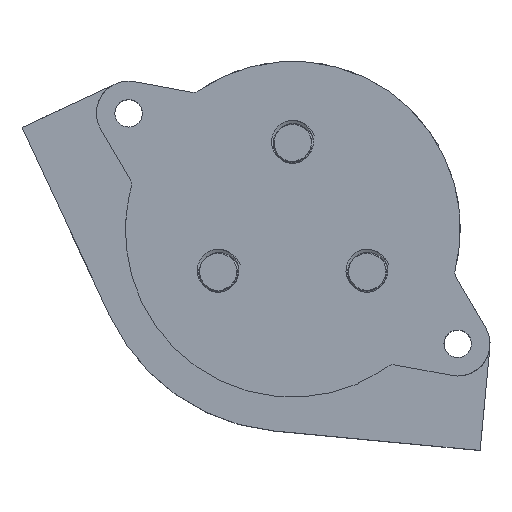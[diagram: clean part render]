
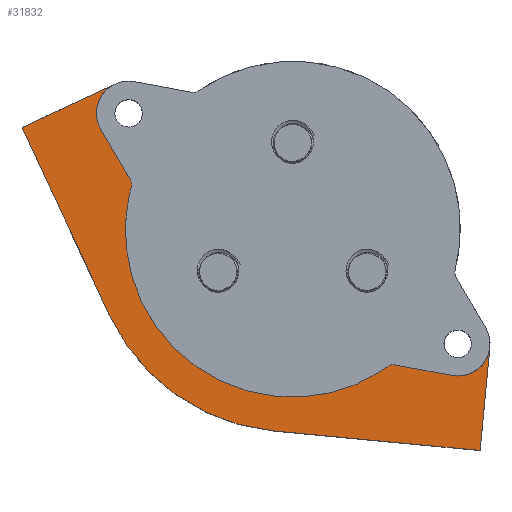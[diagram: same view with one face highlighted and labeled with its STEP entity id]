
A CAD part, top view. The second image highlights one B-rep face of the part: STEP entity #31832.
In plain terms, the highlighted face is planar.
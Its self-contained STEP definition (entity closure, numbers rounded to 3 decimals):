
#3436=FACE_OUTER_BOUND('',#5163,.T.);
#5163=EDGE_LOOP('',(#29121,#29122,#29123,#29124,#29125,#29126,#29127,#29128,
#29129,#29130,#29131,#29132,#29133,#29134,#29135,#29136));
#6087=CIRCLE('',#34450,3.5);
#6088=CIRCLE('',#34451,1.);
#6089=CIRCLE('',#34452,18.25);
#6090=CIRCLE('',#34453,18.25);
#6091=CIRCLE('',#34454,18.25);
#6092=CIRCLE('',#34455,1.);
#6093=CIRCLE('',#34456,3.5);
#6094=CIRCLE('',#34457,22.035);
#8942=LINE('',#59136,#11802);
#8949=LINE('',#59160,#11809);
#8951=LINE('',#59166,#11811);
#8952=LINE('',#59172,#11812);
#8953=LINE('',#59176,#11813);
#8954=LINE('',#59182,#11814);
#8955=LINE('',#59186,#11815);
#8956=LINE('',#59188,#11816);
#11802=VECTOR('',#42296,10.);
#11809=VECTOR('',#42317,10.);
#11811=VECTOR('',#42323,10.);
#11812=VECTOR('',#42328,10.);
#11813=VECTOR('',#42331,10.);
#11814=VECTOR('',#42336,10.);
#11815=VECTOR('',#42339,10.);
#11816=VECTOR('',#42340,10.);
#15258=VERTEX_POINT('',#59133);
#15259=VERTEX_POINT('',#59135);
#15269=VERTEX_POINT('',#59159);
#15270=VERTEX_POINT('',#59163);
#15271=VERTEX_POINT('',#59165);
#15272=VERTEX_POINT('',#59167);
#15273=VERTEX_POINT('',#59169);
#15274=VERTEX_POINT('',#59171);
#15275=VERTEX_POINT('',#59173);
#15276=VERTEX_POINT('',#59175);
#15277=VERTEX_POINT('',#59177);
#15278=VERTEX_POINT('',#59179);
#15279=VERTEX_POINT('',#59181);
#15280=VERTEX_POINT('',#59183);
#15281=VERTEX_POINT('',#59185);
#15282=VERTEX_POINT('',#59187);
#19909=EDGE_CURVE('',#15259,#15258,#8942,.T.);
#19921=EDGE_CURVE('',#15269,#15259,#8949,.T.);
#19923=EDGE_CURVE('',#15270,#15258,#6087,.T.);
#19924=EDGE_CURVE('',#15271,#15270,#8951,.T.);
#19925=EDGE_CURVE('',#15272,#15271,#6088,.T.);
#19926=EDGE_CURVE('',#15273,#15272,#6089,.T.);
#19927=EDGE_CURVE('',#15273,#15274,#8952,.T.);
#19928=EDGE_CURVE('',#15275,#15274,#6090,.T.);
#19929=EDGE_CURVE('',#15275,#15276,#8953,.T.);
#19930=EDGE_CURVE('',#15277,#15276,#6091,.T.);
#19931=EDGE_CURVE('',#15277,#15278,#6092,.T.);
#19932=EDGE_CURVE('',#15279,#15278,#8954,.T.);
#19933=EDGE_CURVE('',#15280,#15279,#6093,.T.);
#19934=EDGE_CURVE('',#15280,#15281,#8955,.T.);
#19935=EDGE_CURVE('',#15282,#15281,#8956,.T.);
#19936=EDGE_CURVE('',#15282,#15269,#6094,.T.);
#29121=ORIENTED_EDGE('',*,*,#19909,.T.);
#29122=ORIENTED_EDGE('',*,*,#19923,.F.);
#29123=ORIENTED_EDGE('',*,*,#19924,.F.);
#29124=ORIENTED_EDGE('',*,*,#19925,.F.);
#29125=ORIENTED_EDGE('',*,*,#19926,.F.);
#29126=ORIENTED_EDGE('',*,*,#19927,.T.);
#29127=ORIENTED_EDGE('',*,*,#19928,.F.);
#29128=ORIENTED_EDGE('',*,*,#19929,.T.);
#29129=ORIENTED_EDGE('',*,*,#19930,.F.);
#29130=ORIENTED_EDGE('',*,*,#19931,.T.);
#29131=ORIENTED_EDGE('',*,*,#19932,.F.);
#29132=ORIENTED_EDGE('',*,*,#19933,.F.);
#29133=ORIENTED_EDGE('',*,*,#19934,.T.);
#29134=ORIENTED_EDGE('',*,*,#19935,.F.);
#29135=ORIENTED_EDGE('',*,*,#19936,.T.);
#29136=ORIENTED_EDGE('',*,*,#19921,.T.);
#30171=PLANE('',#34449);
#31832=ADVANCED_FACE('',(#3436),#30171,.T.);
#34449=AXIS2_PLACEMENT_3D('',#59162,#42319,#42320);
#34450=AXIS2_PLACEMENT_3D('',#59164,#42321,#42322);
#34451=AXIS2_PLACEMENT_3D('',#59168,#42324,#42325);
#34452=AXIS2_PLACEMENT_3D('',#59170,#42326,#42327);
#34453=AXIS2_PLACEMENT_3D('',#59174,#42329,#42330);
#34454=AXIS2_PLACEMENT_3D('',#59178,#42332,#42333);
#34455=AXIS2_PLACEMENT_3D('',#59180,#42334,#42335);
#34456=AXIS2_PLACEMENT_3D('',#59184,#42337,#42338);
#34457=AXIS2_PLACEMENT_3D('',#59189,#42341,#42342);
#42296=DIRECTION('',(-0.094,0.996,0.));
#42317=DIRECTION('',(-0.996,-0.094,0.));
#42319=DIRECTION('center_axis',(0.,0.,
-1.));
#42320=DIRECTION('ref_axis',(-1.,0.,0.));
#42321=DIRECTION('center_axis',(0.,0.,
-1.));
#42322=DIRECTION('ref_axis',(0.182,-0.983,0.));
#42323=DIRECTION('',(-0.983,-0.182,0.));
#42324=DIRECTION('center_axis',(0.,0.,
1.));
#42325=DIRECTION('ref_axis',(-0.182,0.983,0.));
#42326=DIRECTION('center_axis',(0.,0.,
-1.));
#42327=DIRECTION('ref_axis',(1.,0.,0.));
#42328=DIRECTION('',(0.094,-0.996,0.));
#42329=DIRECTION('center_axis',(0.,0.,
-1.));
#42330=DIRECTION('ref_axis',(0.998,0.062,0.));
#42331=DIRECTION('',(-0.906,0.422,0.));
#42332=DIRECTION('center_axis',(0.,0.,
-1.));
#42333=DIRECTION('ref_axis',(1.,0.,0.));
#42334=DIRECTION('center_axis',(0.,0.,
-1.));
#42335=DIRECTION('ref_axis',(-0.968,-0.251,0.));
#42336=DIRECTION('',(-0.507,-0.862,0.));
#42337=DIRECTION('center_axis',(0.,0.,
-1.));
#42338=DIRECTION('ref_axis',(-0.182,0.983,0.));
#42339=DIRECTION('',(0.906,-0.422,0.));
#42340=DIRECTION('',(0.422,0.906,0.));
#42341=DIRECTION('center_axis',(0.,0.,
-1.));
#42342=DIRECTION('ref_axis',(1.,0.,0.));
#59133=CARTESIAN_POINT('',(-185.161,-71.405,191.572));
#59135=CARTESIAN_POINT('',(-184.096,-82.677,191.572));
#59136=CARTESIAN_POINT('',(-184.903,-74.136,191.572));
#59159=CARTESIAN_POINT('',(-161.549,-80.546,191.572));
#59160=CARTESIAN_POINT('',(-161.549,-80.546,191.572));
#59162=CARTESIAN_POINT('Origin',(-142.949,-66.231,191.572));
#59163=CARTESIAN_POINT('',(-181.044,-74.496,191.571));
#59164=CARTESIAN_POINT('Origin',(-181.679,-71.054,191.572));
#59165=CARTESIAN_POINT('',(-174.789,-73.342,191.572));
#59166=CARTESIAN_POINT('',(-174.789,-73.342,191.571));
#59167=CARTESIAN_POINT('',(-174.041,-73.501,191.572));
#59168=CARTESIAN_POINT('Origin',(-174.608,-74.325,191.572));
#59169=CARTESIAN_POINT('',(-170.801,-75.276,191.571));
#59170=CARTESIAN_POINT('Origin',(-163.699,-58.464,191.571));
#59171=CARTESIAN_POINT('',(-170.79,-75.392,191.571));
#59172=CARTESIAN_POINT('',(-170.801,-75.276,191.571));
#59173=CARTESIAN_POINT('',(-145.408,-57.48,191.571));
#59174=CARTESIAN_POINT('Origin',(-163.623,-58.608,191.571));
#59175=CARTESIAN_POINT('',(-145.477,-57.448,191.572));
#59176=CARTESIAN_POINT('',(-145.408,-57.48,191.572));
#59177=CARTESIAN_POINT('',(-146.032,-53.889,191.571));
#59178=CARTESIAN_POINT('Origin',(-163.699,-58.464,191.572));
#59179=CARTESIAN_POINT('',(-145.925,-53.131,191.571));
#59180=CARTESIAN_POINT('Origin',(-145.063,-53.638,191.571));
#59181=CARTESIAN_POINT('',(-142.701,-47.649,191.572));
#59182=CARTESIAN_POINT('',(-148.405,-57.347,191.572));
#59183=CARTESIAN_POINT('',(-144.099,-42.771,191.572));
#59184=CARTESIAN_POINT('Origin',(-145.718,-45.874,191.572));
#59185=CARTESIAN_POINT('',(-134.106,-47.426,191.572));
#59186=CARTESIAN_POINT('',(-135.5,-46.777,191.572));
#59187=CARTESIAN_POINT('',(-143.649,-67.913,191.572));
#59188=CARTESIAN_POINT('',(-134.36,-47.97,191.572));
#59189=CARTESIAN_POINT('Origin',(-163.623,-58.608,191.572));
